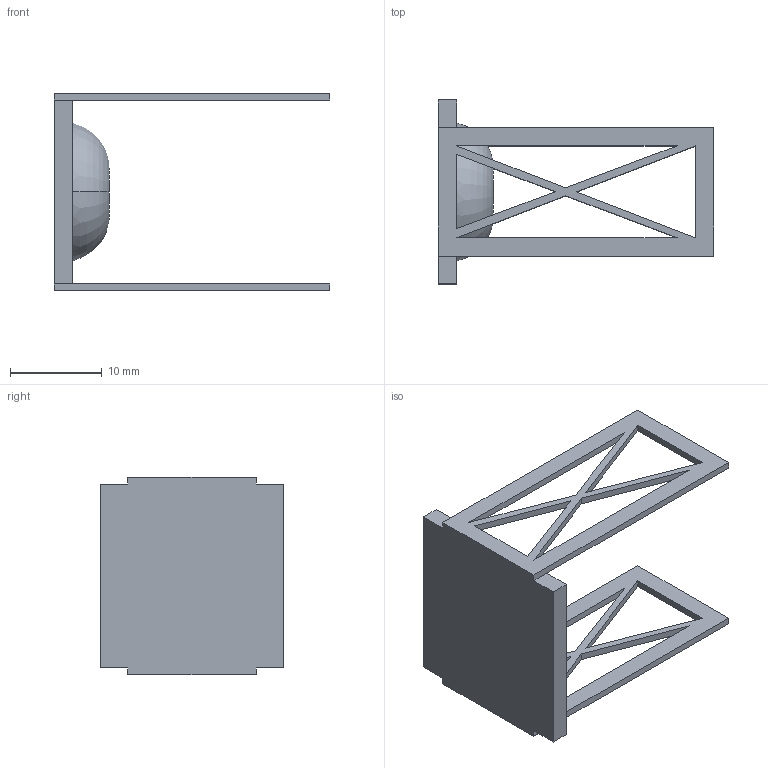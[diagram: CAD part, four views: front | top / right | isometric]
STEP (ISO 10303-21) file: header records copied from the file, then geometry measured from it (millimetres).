
FILE_DESCRIPTION (( 'STEP AP203' ), '1' );
FILE_NAME ('s6 truss.par_Défaut_sldprt.STEP', '2024-03-20T04:11:36', ( '' ), ( '' ), 'SwSTEP 2.0', 'SolidWorks 2022', '' );
FILE_SCHEMA (( 'CONFIG_CONTROL_DESIGN' ));
Length unit declared in the file: millimetre
Products named in the file (1): s6 truss.par_Défaut_sldprt
Bounding box: 30 x 20 x 21.5 mm (x, y, z)
Volume: 1611.4 mm3; surface area: 2120.9 mm2
Topology: 1 solids, 1 shells, 43 faces, 126 edges, 80 vertices
Faces by surface type: plane 41, torus 2
Entity records: 1499 total; most frequent: ORIENTED_EDGE 252, CARTESIAN_POINT 250, DIRECTION 220, EDGE_CURVE 126, LINE 120, VECTOR 120, VERTEX_POINT 80, EDGE_LOOP 54
